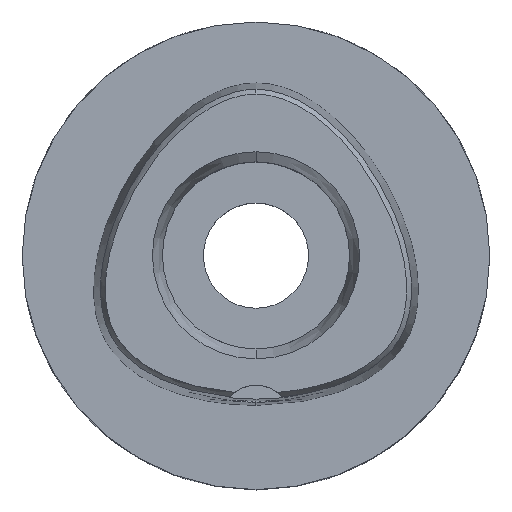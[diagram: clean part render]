
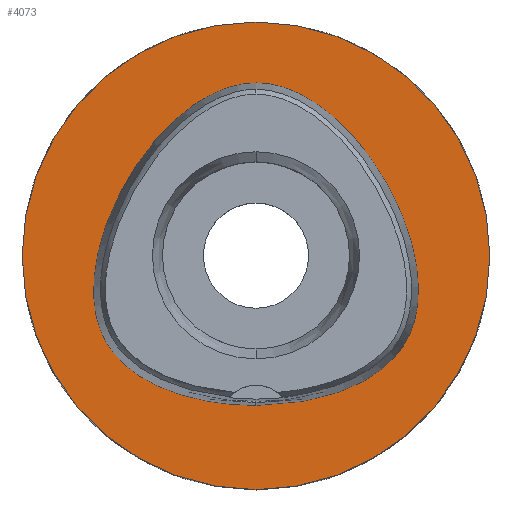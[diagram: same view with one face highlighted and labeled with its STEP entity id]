
A CAD part, top view. The second image highlights one B-rep face of the part: STEP entity #4073.
In plain terms, the highlighted planar face has unit normal (0, 0, 1).
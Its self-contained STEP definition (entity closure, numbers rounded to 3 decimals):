
#296=CARTESIAN_POINT('',(0.,0.,0.));
#297=DIRECTION('',(0.,0.,-1.));
#298=DIRECTION('',(0.,-1.,0.));
#299=AXIS2_PLACEMENT_3D('',#296,#297,#298);
#304=CARTESIAN_POINT('',(0.,0.,0.));
#305=DIRECTION('',(0.,0.,-1.));
#306=DIRECTION('',(0.,1.,0.));
#307=AXIS2_PLACEMENT_3D('',#304,#305,#306);
#312=CARTESIAN_POINT('',(0.,-25.575,0.));
#313=CARTESIAN_POINT('',(1.193,-25.575,0.));
#314=CARTESIAN_POINT('',(3.526,-25.489,
0.));
#315=CARTESIAN_POINT('',(6.914,-25.116,
0.));
#316=CARTESIAN_POINT('',(10.046,-24.531,0.));
#317=CARTESIAN_POINT('',(12.876,-23.777,0.));
#318=CARTESIAN_POINT('',(15.378,-22.893,0.));
#319=CARTESIAN_POINT('',(17.559,-21.918,0.));
#320=CARTESIAN_POINT('',(19.441,-20.879,0.));
#321=CARTESIAN_POINT('',(21.053,-19.796,0.));
#322=CARTESIAN_POINT('',(22.427,-18.681,0.));
#323=CARTESIAN_POINT('',(23.593,-17.543,0.));
#324=CARTESIAN_POINT('',(24.576,-16.38,0.));
#325=CARTESIAN_POINT('',(25.391,-15.202,0.));
#326=CARTESIAN_POINT('',(26.075,-13.972,0.));
#327=CARTESIAN_POINT('',(26.656,-12.634,0.));
#328=CARTESIAN_POINT('',(27.136,-11.154,0.));
#329=CARTESIAN_POINT('',(27.499,-9.523,0.));
#330=CARTESIAN_POINT('',(27.731,-7.714,0.));
#331=CARTESIAN_POINT('',(27.809,-5.708,0.));
#332=CARTESIAN_POINT('',(27.704,-3.483,0.));
#333=CARTESIAN_POINT('',(27.382,-1.028,0.));
#334=CARTESIAN_POINT('',(26.807,1.657,0.));
#335=CARTESIAN_POINT('',(25.948,4.552,0.));
#336=CARTESIAN_POINT('',(24.784,7.606,0.));
#337=CARTESIAN_POINT('',(23.316,10.737,0.));
#338=CARTESIAN_POINT('',(21.576,13.836,0.));
#339=CARTESIAN_POINT('',(19.643,16.757,0.));
#340=CARTESIAN_POINT('',(17.601,19.397,0.));
#341=CARTESIAN_POINT('',(15.522,21.704,0.));
#342=CARTESIAN_POINT('',(13.466,23.658,0.));
#343=CARTESIAN_POINT('',(11.475,25.271,0.));
#344=CARTESIAN_POINT('',(9.57,26.57,0.));
#345=CARTESIAN_POINT('',(7.762,27.591,0.));
#346=CARTESIAN_POINT('',(6.05,28.367,0.));
#347=CARTESIAN_POINT('',(4.427,28.932,0.));
#348=CARTESIAN_POINT('',(2.884,29.312,0.));
#349=CARTESIAN_POINT('',(1.411,29.529,
0.));
#350=CARTESIAN_POINT('',(0.464,29.575,
0.));
#351=CARTESIAN_POINT('',(0.,29.575,
0.));
#356=CARTESIAN_POINT('',(0.,29.575,
0.));
#357=CARTESIAN_POINT('',(-0.464,29.575,
0.));
#358=CARTESIAN_POINT('',(-1.411,29.529,
0.));
#359=CARTESIAN_POINT('',(-2.883,29.312,
0.));
#360=CARTESIAN_POINT('',(-4.426,28.932,0.));
#361=CARTESIAN_POINT('',(-6.048,28.368,0.));
#362=CARTESIAN_POINT('',(-7.76,27.592,0.));
#363=CARTESIAN_POINT('',(-9.568,26.572,0.));
#364=CARTESIAN_POINT('',(-11.471,25.274,0.));
#365=CARTESIAN_POINT('',(-13.462,23.662,0.));
#366=CARTESIAN_POINT('',(-15.517,21.709,0.));
#367=CARTESIAN_POINT('',(-17.595,19.403,0.));
#368=CARTESIAN_POINT('',(-19.637,16.765,0.));
#369=CARTESIAN_POINT('',(-21.57,13.846,0.));
#370=CARTESIAN_POINT('',(-23.31,10.749,0.));
#371=CARTESIAN_POINT('',(-24.778,7.618,0.));
#372=CARTESIAN_POINT('',(-25.943,4.566,0.));
#373=CARTESIAN_POINT('',(-26.803,1.672,0.));
#374=CARTESIAN_POINT('',(-27.379,-1.013,0.));
#375=CARTESIAN_POINT('',(-27.702,-3.468,0.));
#376=CARTESIAN_POINT('',(-27.809,-5.693,0.));
#377=CARTESIAN_POINT('',(-27.732,-7.7,0.));
#378=CARTESIAN_POINT('',(-27.501,-9.509,0.));
#379=CARTESIAN_POINT('',(-27.139,-11.143,0.));
#380=CARTESIAN_POINT('',(-26.661,-12.62,0.));
#381=CARTESIAN_POINT('',(-26.079,-13.963,0.));
#382=CARTESIAN_POINT('',(-25.392,-15.201,0.));
#383=CARTESIAN_POINT('',(-24.574,-16.382,0.));
#384=CARTESIAN_POINT('',(-23.593,-17.542,0.));
#385=CARTESIAN_POINT('',(-22.428,-18.681,0.));
#386=CARTESIAN_POINT('',(-21.054,-19.795,0.));
#387=CARTESIAN_POINT('',(-19.442,-20.878,0.));
#388=CARTESIAN_POINT('',(-17.561,-21.917,0.));
#389=CARTESIAN_POINT('',(-15.379,-22.893,0.));
#390=CARTESIAN_POINT('',(-12.877,-23.776,0.));
#391=CARTESIAN_POINT('',(-10.047,-24.531,0.));
#392=CARTESIAN_POINT('',(-6.915,-25.116,
0.));
#393=CARTESIAN_POINT('',(-3.526,-25.489,
0.));
#394=CARTESIAN_POINT('',(-1.193,-25.575,0.));
#395=CARTESIAN_POINT('',(0.,-25.575,0.));
#2972=VERTEX_POINT('',#356);
#2973=VERTEX_POINT('',#395);
#2978=CARTESIAN_POINT('',(0.,-40.,0.));
#2979=CARTESIAN_POINT('',(0.,40.,0.));
#2980=VERTEX_POINT('',#2978);
#2981=VERTEX_POINT('',#2979);
#4057=CARTESIAN_POINT('',(0.,0.,0.));
#4058=DIRECTION('',(0.,0.,-1.));
#4059=DIRECTION('',(0.,-1.,0.));
#4060=AXIS2_PLACEMENT_3D('',#4057,#4058,#4059);
#4061=PLANE('',#4060);
#4063=ORIENTED_EDGE('',*,*,#4062,.T.);
#4065=ORIENTED_EDGE('',*,*,#4064,.T.);
#4066=EDGE_LOOP('',(#4063,#4065));
#4067=FACE_OUTER_BOUND('',#4066,.F.);
#4069=ORIENTED_EDGE('',*,*,#4068,.T.);
#4070=ORIENTED_EDGE('',*,*,#4040,.T.);
#4071=EDGE_LOOP('',(#4069,#4070));
#4072=FACE_BOUND('',#4071,.F.);
#300=CIRCLE('',#299,40.);
#308=CIRCLE('',#307,40.);
#352=B_SPLINE_CURVE_WITH_KNOTS('',3,(#312,#313,#314,#315,#316,#317,#318,#319,
#320,#321,#322,#323,#324,#325,#326,#327,#328,#329,#330,#331,#332,#333,#334,#335,
#336,#337,#338,#339,#340,#341,#342,#343,#344,#345,#346,#347,#348,#349,#350,
#351),.UNSPECIFIED.,.F.,.F.,(4,1,1,1,1,1,1,1,1,1,1,1,1,1,1,1,1,1,1,1,1,1,1,1,1,
1,1,1,1,1,1,1,1,1,1,1,1,4),(0.,0.027,0.054,
0.081,0.108,0.135,0.162,
0.189,0.216,0.243,0.27,
0.297,0.324,0.351,0.378,
0.405,0.432,0.459,0.486,
0.514,0.541,0.568,0.595,
0.622,0.649,0.676,0.703,
0.73,0.757,0.784,0.811,
0.838,0.865,0.892,0.919,
0.946,0.973,1.),.UNSPECIFIED.);
#396=B_SPLINE_CURVE_WITH_KNOTS('',3,(#356,#357,#358,#359,#360,#361,#362,#363,
#364,#365,#366,#367,#368,#369,#370,#371,#372,#373,#374,#375,#376,#377,#378,#379,
#380,#381,#382,#383,#384,#385,#386,#387,#388,#389,#390,#391,#392,#393,#394,
#395),.UNSPECIFIED.,.F.,.F.,(4,1,1,1,1,1,1,1,1,1,1,1,1,1,1,1,1,1,1,1,1,1,1,1,1,
1,1,1,1,1,1,1,1,1,1,1,1,4),(0.,0.027,0.054,
0.081,0.108,0.135,0.162,
0.189,0.216,0.243,0.27,
0.297,0.324,0.351,0.378,
0.405,0.432,0.459,0.486,
0.514,0.541,0.568,0.595,
0.622,0.649,0.676,0.703,
0.73,0.757,0.784,0.811,
0.838,0.865,0.892,0.919,
0.946,0.973,1.),.UNSPECIFIED.);
#4040=EDGE_CURVE('',#2972,#2973,#396,.T.);
#4062=EDGE_CURVE('',#2980,#2981,#300,.T.);
#4064=EDGE_CURVE('',#2981,#2980,#308,.T.);
#4068=EDGE_CURVE('',#2973,#2972,#352,.T.);
#4073=ADVANCED_FACE('',(#4067,#4072),#4061,.F.);
